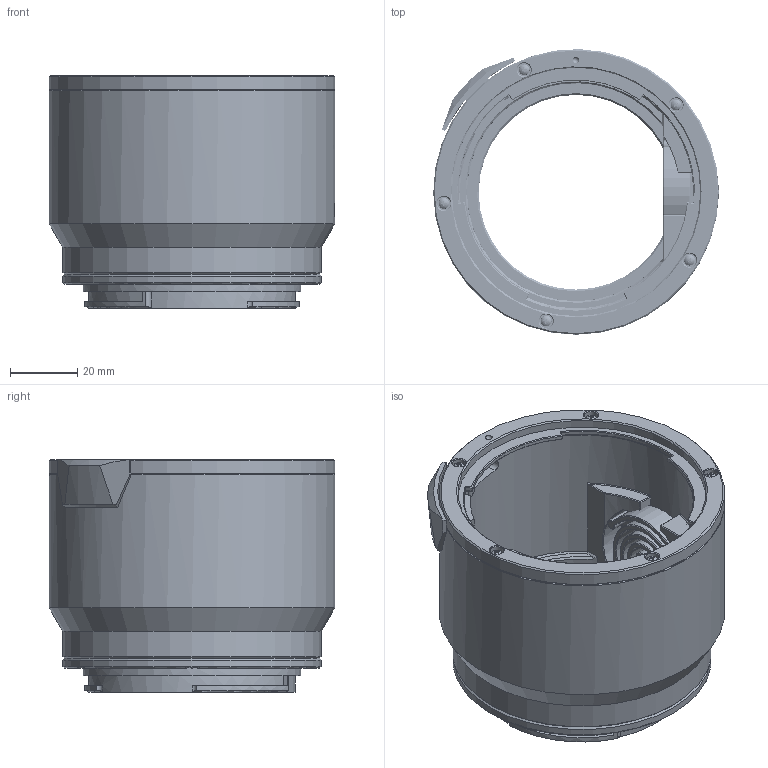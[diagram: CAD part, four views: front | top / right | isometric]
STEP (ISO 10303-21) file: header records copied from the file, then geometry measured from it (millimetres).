
FILE_DESCRIPTION(/* description */ ('Unknown'),/* implementation_level */ '2;1');
FILE_NAME(/* name */ 'dumbAdapter_BS2_GFX_assembly',/* time_stamp */ '2026-01-13T22:01:45-05:00',/* author */ ('Unknown'),/* organization */ ('Unknown'),/* preprocessor_version */ 'ST-DEVELOPER v18.1',/* originating_system */ 'Solid Edge',/* authorisation */ 'Unknown');
FILE_SCHEMA (('AUTOMOTIVE_DESIGN {1 0 10303 214 3 1 1}'));
Length unit declared in the file: millimetre
Products named in the file (6): dumbAdapter_GFX; M1.6_panHead_5mm; dumbBody_BS_GFX; mountBodyBase_flange_bronicaS2; mountLensBase_flange_GFX; mountBodyBase_apertureSpring_bronicaS2
Assembly tree (16 placements, depth 2):
  dumbAdapter_GFX
    M1.6_panHead_5mm  x12
    dumbBody_BS_GFX
    mountBodyBase_flange_bronicaS2
    mountLensBase_flange_GFX
    mountBodyBase_apertureSpring_bronicaS2
Bounding box: 85 x 85 x 69.35 mm (x, y, z)
Volume: 114074 mm3; surface area: 52946.8 mm2
Topology: 28 solids, 28 shells, 764 faces, 1889 edges, 1208 vertices
Faces by surface type: plane 363, cylinder 191, cone 136, bspline 30, torus 28, sphere 16
Full cylindrical faces by diameter (mm): 1.4 x12, 1.8 x7, 2 x5, 3.203 x12, 3.5 x1, 4 x5, 58 x1, 64.9 x1, 70.3 x1, 74 x1, 77 x2, 85 x2
Entity records: 16846 total; most frequent: CARTESIAN_POINT 5784, DIRECTION 1989, ORIENTED_EDGE 1768, EDGE_CURVE 884, AXIS2_PLACEMENT_3D 825, VERTEX_POINT 594, EDGE_LOOP 552, FACE_BOUND 552
